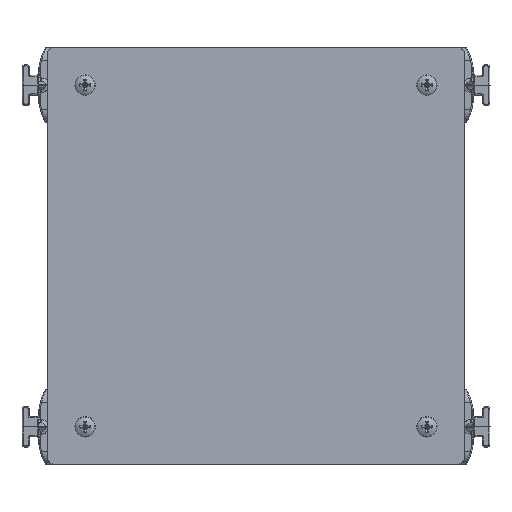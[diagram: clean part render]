
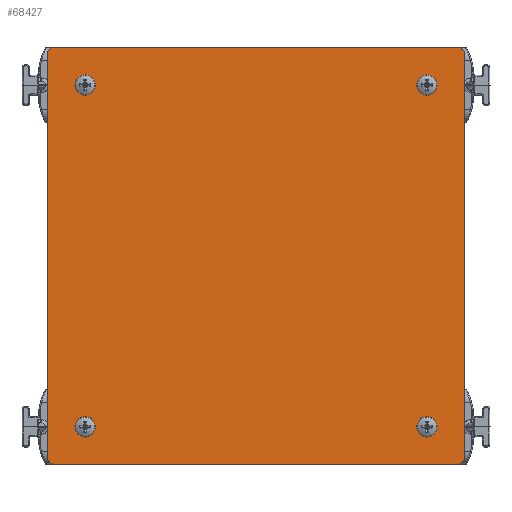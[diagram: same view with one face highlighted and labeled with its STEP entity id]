
A CAD part, top view. The second image highlights one B-rep face of the part: STEP entity #68427.
In plain terms, the highlighted planar face has unit normal (0, 0, 1).
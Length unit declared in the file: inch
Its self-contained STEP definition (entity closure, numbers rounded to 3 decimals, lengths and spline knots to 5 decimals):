
#2707 = EDGE_CURVE ( 'NONE', #62786, #98486, #34092, .T. ) ;
#3372 = DIRECTION ( 'NONE',  ( -1., 0., 0. ) ) ;
#4242 = FACE_BOUND ( 'NONE', #39081, .T. ) ;
#4797 = VERTEX_POINT ( 'NONE', #108131 ) ;
#7842 = CARTESIAN_POINT ( 'NONE',  ( -3.58545, 3.66291, 0.04 ) ) ;
#8654 = CARTESIAN_POINT ( 'NONE',  ( 0.10205, -0.02459, 0.04 ) ) ;
#9532 = CIRCLE ( 'NONE', #103315, 0.125 ) ;
#10201 = DIRECTION ( 'NONE',  ( 0., 0., -1. ) ) ;
#10585 = EDGE_LOOP ( 'NONE', ( #41303 ) ) ;
#10788 = EDGE_CURVE ( 'NONE', #4797, #4797, #23347, .T. ) ;
#11683 = CARTESIAN_POINT ( 'NONE',  ( -3.58545, 3.78791, 0.04 ) ) ;
#12033 = ORIENTED_EDGE ( 'NONE', *, *, #54011, .F. ) ;
#15173 = ORIENTED_EDGE ( 'NONE', *, *, #91426, .F. ) ;
#15677 = ORIENTED_EDGE ( 'NONE', *, *, #10788, .T. ) ;
#15998 = DIRECTION ( 'NONE',  ( 0., 0., 1. ) ) ;
#16093 = VERTEX_POINT ( 'NONE', #100377 ) ;
#16512 = CARTESIAN_POINT ( 'NONE',  ( -3.58545, -3.83709, 0.04 ) ) ;
#18869 = VERTEX_POINT ( 'NONE', #54784 ) ;
#20640 = EDGE_CURVE ( 'NONE', #33574, #33574, #109250, .T. ) ;
#21099 = CARTESIAN_POINT ( 'NONE',  ( 3.22705, 3.10041, 0.04 ) ) ;
#21406 = VERTEX_POINT ( 'NONE', #16512 ) ;
#23347 = CIRCLE ( 'NONE', #95533, 0.125 ) ;
#24311 = ORIENTED_EDGE ( 'NONE', *, *, #33834, .F. ) ;
#24376 = CARTESIAN_POINT ( 'NONE',  ( 3.35205, -3.14959, 0.04 ) ) ;
#26737 = VECTOR ( 'NONE', #29724, 39.37008 ) ;
#27685 = VECTOR ( 'NONE', #82537, 39.37008 ) ;
#27867 = AXIS2_PLACEMENT_3D ( 'NONE', #8654, #15998, #51642 ) ;
#28251 = AXIS2_PLACEMENT_3D ( 'NONE', #7842, #86363, #35544 ) ;
#28863 = EDGE_CURVE ( 'NONE', #102472, #102472, #9532, .T. ) ;
#29724 = DIRECTION ( 'NONE',  ( 0., 1., 0. ) ) ;
#29945 = ORIENTED_EDGE ( 'NONE', *, *, #28863, .T. ) ;
#31067 = AXIS2_PLACEMENT_3D ( 'NONE', #34162, #41547, #43758 ) ;
#31666 = LINE ( 'NONE', #83074, #27685 ) ;
#33574 = VERTEX_POINT ( 'NONE', #68559 ) ;
#33834 = EDGE_CURVE ( 'NONE', #43048, #62786, #43740, .T. ) ;
#34092 = CIRCLE ( 'NONE', #109877, 0.125 ) ;
#34162 = CARTESIAN_POINT ( 'NONE',  ( -3.58545, -3.71209, 0.04 ) ) ;
#34595 = CARTESIAN_POINT ( 'NONE',  ( 3.78955, -3.83709, 0.04 ) ) ;
#35156 = ORIENTED_EDGE ( 'NONE', *, *, #71693, .F. ) ;
#35544 = DIRECTION ( 'NONE',  ( 1., 0., 0. ) ) ;
#38732 = CARTESIAN_POINT ( 'NONE',  ( -3.02245, -3.14959, 0.04 ) ) ;
#38984 = LINE ( 'NONE', #62702, #90934 ) ;
#39081 = EDGE_LOOP ( 'NONE', ( #95371 ) ) ;
#39281 = CARTESIAN_POINT ( 'NONE',  ( 3.22705, -3.14959, 0.04 ) ) ;
#40943 = PLANE ( 'NONE',  #27867 ) ;
#41029 = EDGE_CURVE ( 'NONE', #66777, #18869, #31666, .T. ) ;
#41303 = ORIENTED_EDGE ( 'NONE', *, *, #106701, .T. ) ;
#41547 = DIRECTION ( 'NONE',  ( 0., 0., -1. ) ) ;
#43048 = VERTEX_POINT ( 'NONE', #60265 ) ;
#43740 = LINE ( 'NONE', #103062, #76709 ) ;
#43758 = DIRECTION ( 'NONE',  ( -1., 0., 0. ) ) ;
#44369 = AXIS2_PLACEMENT_3D ( 'NONE', #21099, #55594, #47125 ) ;
#47125 = DIRECTION ( 'NONE',  ( 1., 0., 0. ) ) ;
#47769 = FACE_BOUND ( 'NONE', #10585, .T. ) ;
#50137 = CARTESIAN_POINT ( 'NONE',  ( 3.78955, -3.71209, 0.04 ) ) ;
#50230 = EDGE_LOOP ( 'NONE', ( #29945 ) ) ;
#50984 = AXIS2_PLACEMENT_3D ( 'NONE', #94396, #57711, #84806 ) ;
#51642 = DIRECTION ( 'NONE',  ( 1., 0., 0. ) ) ;
#52479 = EDGE_LOOP ( 'NONE', ( #15677 ) ) ;
#54011 = EDGE_CURVE ( 'NONE', #18869, #43048, #63639, .T. ) ;
#54784 = CARTESIAN_POINT ( 'NONE',  ( 3.78955, 3.78791, 0.04 ) ) ;
#55594 = DIRECTION ( 'NONE',  ( 0., 0., -1. ) ) ;
#55607 = EDGE_LOOP ( 'NONE', ( #12033, #106282, #35156, #15173, #81333, #62669, #77269, #24311 ) ) ;
#55648 = DIRECTION ( 'NONE',  ( 0., 0., -1. ) ) ;
#57711 = DIRECTION ( 'NONE',  ( 0., 0., -1. ) ) ;
#60265 = CARTESIAN_POINT ( 'NONE',  ( 3.91455, 3.66291, 0.04 ) ) ;
#61890 = AXIS2_PLACEMENT_3D ( 'NONE', #39281, #55648, #91765 ) ;
#62669 = ORIENTED_EDGE ( 'NONE', *, *, #108825, .F. ) ;
#62702 = CARTESIAN_POINT ( 'NONE',  ( 3.91455, -3.83709, 0.04 ) ) ;
#62786 = VERTEX_POINT ( 'NONE', #64968 ) ;
#63226 = VERTEX_POINT ( 'NONE', #88551 ) ;
#63639 = CIRCLE ( 'NONE', #50984, 0.125 ) ;
#64968 = CARTESIAN_POINT ( 'NONE',  ( 3.91455, -3.71209, 0.04 ) ) ;
#65631 = EDGE_CURVE ( 'NONE', #21406, #16093, #79807, .T. ) ;
#66777 = VERTEX_POINT ( 'NONE', #11683 ) ;
#68427 = ADVANCED_FACE ( 'NONE', ( #109263, #91761, #4242, #47769, #74835 ), #40943, .T. ) ;
#68559 = CARTESIAN_POINT ( 'NONE',  ( 3.35205, 3.10041, 0.04 ) ) ;
#71693 = EDGE_CURVE ( 'NONE', #63226, #66777, #78748, .T. ) ;
#72652 = LINE ( 'NONE', #107072, #26737 ) ;
#74835 = FACE_OUTER_BOUND ( 'NONE', #55607, .T. ) ;
#75396 = CARTESIAN_POINT ( 'NONE',  ( -2.89745, -3.14959, 0.04 ) ) ;
#76709 = VECTOR ( 'NONE', #104176, 39.37008 ) ;
#77269 = ORIENTED_EDGE ( 'NONE', *, *, #2707, .F. ) ;
#78748 = CIRCLE ( 'NONE', #28251, 0.125 ) ;
#79807 = CIRCLE ( 'NONE', #31067, 0.125 ) ;
#81333 = ORIENTED_EDGE ( 'NONE', *, *, #65631, .F. ) ;
#82537 = DIRECTION ( 'NONE',  ( 1., 0., 0. ) ) ;
#83074 = CARTESIAN_POINT ( 'NONE',  ( -3.71045, 3.78791, 0.04 ) ) ;
#84806 = DIRECTION ( 'NONE',  ( -1., 0., 0. ) ) ;
#86363 = DIRECTION ( 'NONE',  ( 0., 0., -1. ) ) ;
#87925 = DIRECTION ( 'NONE',  ( 1., 0., 0. ) ) ;
#88160 = DIRECTION ( 'NONE',  ( 1., 0., 0. ) ) ;
#88475 = DIRECTION ( 'NONE',  ( 0., 0., -1. ) ) ;
#88551 = CARTESIAN_POINT ( 'NONE',  ( -3.71045, 3.66291, 0.04 ) ) ;
#90934 = VECTOR ( 'NONE', #3372, 39.37008 ) ;
#91426 = EDGE_CURVE ( 'NONE', #16093, #63226, #72652, .T. ) ;
#91761 = FACE_BOUND ( 'NONE', #52479, .T. ) ;
#91765 = DIRECTION ( 'NONE',  ( 1., 0., 0. ) ) ;
#93841 = VERTEX_POINT ( 'NONE', #24376 ) ;
#94396 = CARTESIAN_POINT ( 'NONE',  ( 3.78955, 3.66291, 0.04 ) ) ;
#94702 = DIRECTION ( 'NONE',  ( 0., 0., -1. ) ) ;
#95244 = DIRECTION ( 'NONE',  ( -1., 0., 0. ) ) ;
#95371 = ORIENTED_EDGE ( 'NONE', *, *, #20640, .T. ) ;
#95533 = AXIS2_PLACEMENT_3D ( 'NONE', #96630, #10201, #88160 ) ;
#96630 = CARTESIAN_POINT ( 'NONE',  ( -3.02245, 3.10041, 0.04 ) ) ;
#98486 = VERTEX_POINT ( 'NONE', #34595 ) ;
#100377 = CARTESIAN_POINT ( 'NONE',  ( -3.71045, -3.71209, 0.04 ) ) ;
#102472 = VERTEX_POINT ( 'NONE', #75396 ) ;
#103062 = CARTESIAN_POINT ( 'NONE',  ( 3.91455, 3.78791, 0.04 ) ) ;
#103315 = AXIS2_PLACEMENT_3D ( 'NONE', #38732, #88475, #87925 ) ;
#104176 = DIRECTION ( 'NONE',  ( 0., -1., 0. ) ) ;
#106282 = ORIENTED_EDGE ( 'NONE', *, *, #41029, .F. ) ;
#106701 = EDGE_CURVE ( 'NONE', #93841, #93841, #108817, .T. ) ;
#107072 = CARTESIAN_POINT ( 'NONE',  ( -3.71045, -3.83709, 0.04 ) ) ;
#108131 = CARTESIAN_POINT ( 'NONE',  ( -2.89745, 3.10041, 0.04 ) ) ;
#108817 = CIRCLE ( 'NONE', #61890, 0.125 ) ;
#108825 = EDGE_CURVE ( 'NONE', #98486, #21406, #38984, .T. ) ;
#109250 = CIRCLE ( 'NONE', #44369, 0.125 ) ;
#109263 = FACE_BOUND ( 'NONE', #50230, .T. ) ;
#109877 = AXIS2_PLACEMENT_3D ( 'NONE', #50137, #94702, #95244 ) ;
